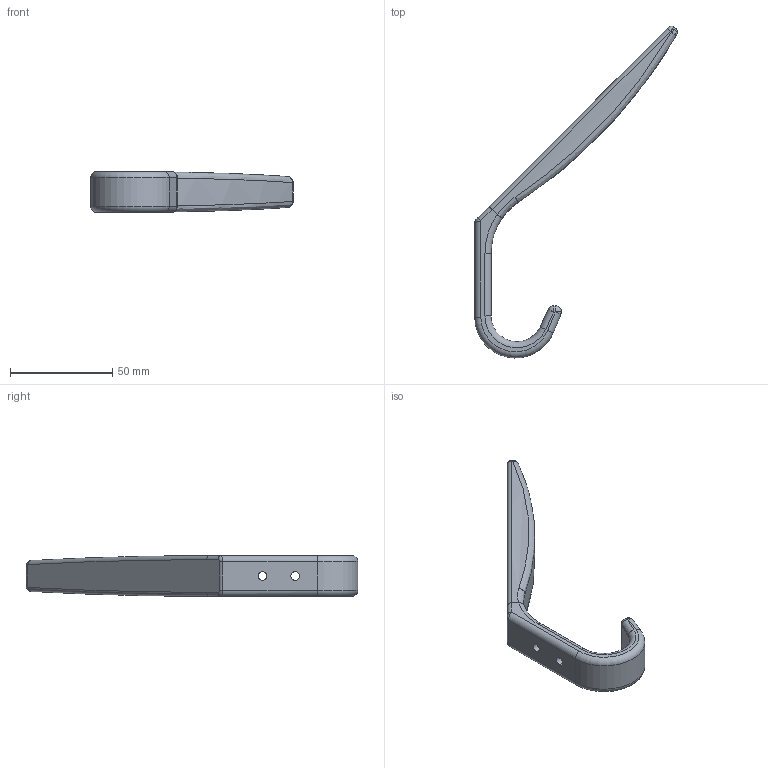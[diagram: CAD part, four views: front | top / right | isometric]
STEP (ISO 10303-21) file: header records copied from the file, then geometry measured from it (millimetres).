
FILE_DESCRIPTION(('Creo Elements/Direct Modeling STEP Export'),'2;1');
FILE_NAME('1353.stp','2018-08-20T14:33:49',(''),(''),'Creo Elements/Direct Modeling STEP processor for AP214 (Solid Model)','Creo Elements/Direct Modeling 20.0 12-Nov-2016 (C) Parametric Technology GmbH','');
FILE_SCHEMA(('AUTOMOTIVE_DESIGN { 1 0 10303 214 1 1 1 1 }'));
Length unit declared in the file: millimetre
Products named in the file (1): 1353
Bounding box: 99.24 x 162.69 x 20 mm (x, y, z)
Volume: 41345.5 mm3; surface area: 12740.8 mm2
Topology: 1 solids, 1 shells, 73 faces, 175 edges, 99 vertices
Faces by surface type: cylinder 33, bspline 12, torus 10, plane 9, sphere 5, cone 4
Entity records: 3669 total; most frequent: CARTESIAN_POINT 2128, ORIENTED_EDGE 340, DIRECTION 296, EDGE_CURVE 170, AXIS2_PLACEMENT_3D 119, VERTEX_POINT 99, EDGE_LOOP 77, FACE_OUTER_BOUND 73
